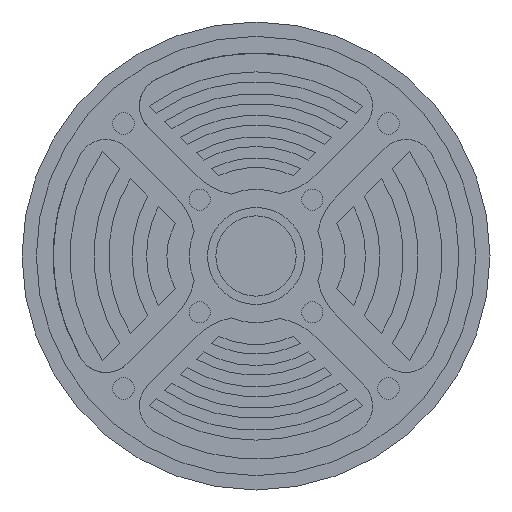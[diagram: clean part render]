
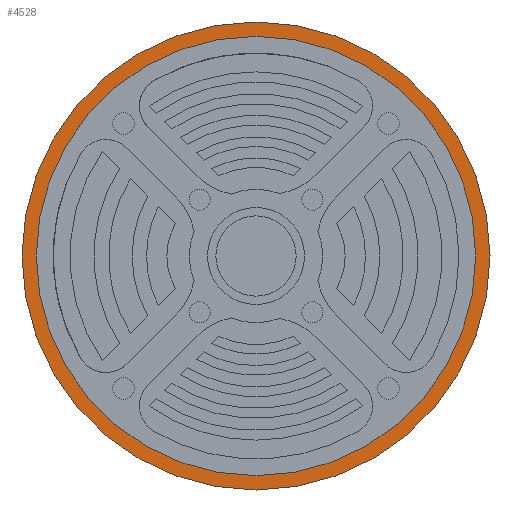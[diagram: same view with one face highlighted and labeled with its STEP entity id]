
A CAD part, front view. The second image highlights one B-rep face of the part: STEP entity #4528.
In plain terms, the highlighted planar face has unit normal (0, -1, 0).
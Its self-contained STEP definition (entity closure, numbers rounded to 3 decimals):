
#120=FACE_BOUND('',#711,.T.);
#178=PLANE('',#4984);
#388=FACE_OUTER_BOUND('',#710,.T.);
#710=EDGE_LOOP('',(#3560));
#711=EDGE_LOOP('',(#3561));
#1782=CIRCLE('',#4979,7.25);
#1784=CIRCLE('',#4982,7.723);
#2108=VERTEX_POINT('',#7337);
#2110=VERTEX_POINT('',#7343);
#2631=EDGE_CURVE('',#2108,#2108,#1782,.T.);
#2634=EDGE_CURVE('',#2110,#2110,#1784,.T.);
#3560=ORIENTED_EDGE('',*,*,#2634,.F.);
#3561=ORIENTED_EDGE('',*,*,#2631,.F.);
#4528=ADVANCED_FACE('',(#388,#120),#178,.F.);
#4979=AXIS2_PLACEMENT_3D('',#7339,#5911,#5912);
#4982=AXIS2_PLACEMENT_3D('',#7345,#5918,#5919);
#4984=AXIS2_PLACEMENT_3D('',#7347,#5922,#5923);
#5911=DIRECTION('center_axis',(0.,-1.,0.));
#5912=DIRECTION('ref_axis',(1.,0.,0.));
#5918=DIRECTION('center_axis',(0.,1.,0.));
#5919=DIRECTION('ref_axis',(1.,0.,0.));
#5922=DIRECTION('center_axis',(0.,1.,0.));
#5923=DIRECTION('ref_axis',(1.,0.,0.));
#7337=CARTESIAN_POINT('',(-7.25,0.,0.));
#7339=CARTESIAN_POINT('Origin',(0.,0.,0.));
#7343=CARTESIAN_POINT('',(-7.723,0.,0.));
#7345=CARTESIAN_POINT('Origin',(0.,0.,0.));
#7347=CARTESIAN_POINT('Origin',(0.,0.,0.));
